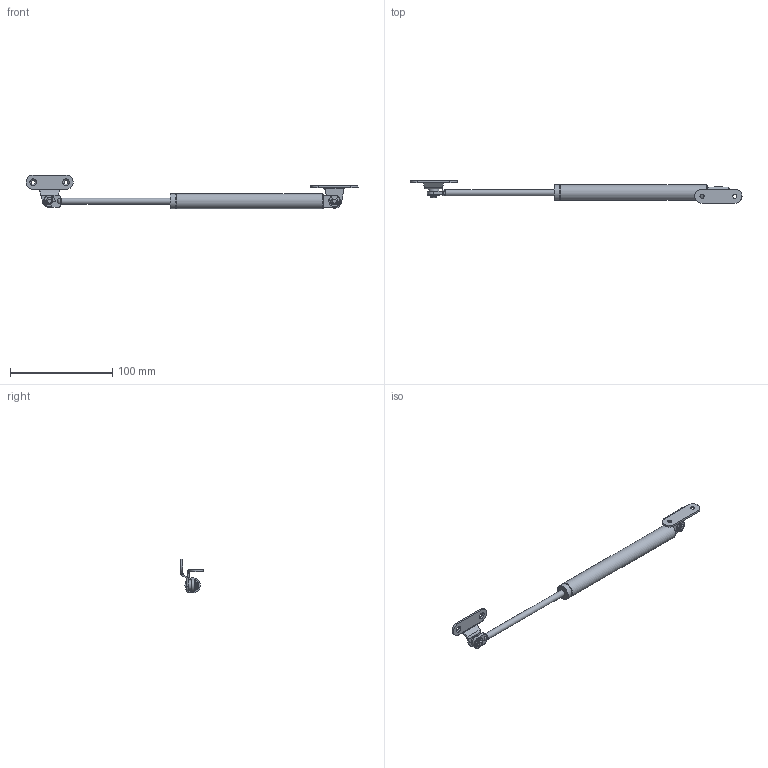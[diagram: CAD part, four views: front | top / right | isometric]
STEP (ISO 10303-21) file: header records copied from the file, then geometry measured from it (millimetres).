
FILE_DESCRIPTION(/* description */ (''),/* implementation_level */ '2;1');
FILE_NAME(/* name */ 'DR_GB-280.stp',/* time_stamp */ '2024-02-15T10:14:45+09:00',/* author */ ('user'),/* organization */ (''),/* preprocessor_version */ 'ST-DEVELOPER v15.6',/* originating_system */ 'Autodesk Inventor 2015',/* authorisation */ '');
FILE_SCHEMA (('AUTOMOTIVE_DESIGN { 1 0 10303 214 3 1 1 }'));
Length unit declared in the file: millimetre
Products named in the file (6): DR_GB-280; DR_GB280-S; DR_GB280-BR-L; DR_GB280-BR-I; DR_GB280-E링
Bounding box: 323.99 x 22.25 x 33 mm (x, y, z)
Volume: 31177.6 mm3; surface area: 17520.1 mm2
Topology: 6 solids, 6 shells, 212 faces, 503 edges, 318 vertices
Faces by surface type: cylinder 99, plane 67, torus 40, cone 4, bspline 2
Full cylindrical faces by diameter (mm): 4 x4, 5 x2, 5.8 x4, 6 x4, 6.002 x1, 7 x2, 9.7 x1, 9.8 x1, 12 x1, 12.1 x1, 15 x2
Entity records: 4956 total; most frequent: CARTESIAN_POINT 1086, DIRECTION 846, ORIENTED_EDGE 688, AXIS2_PLACEMENT_3D 352, EDGE_CURVE 344, VERTEX_POINT 238, EDGE_LOOP 220, CIRCLE 168
